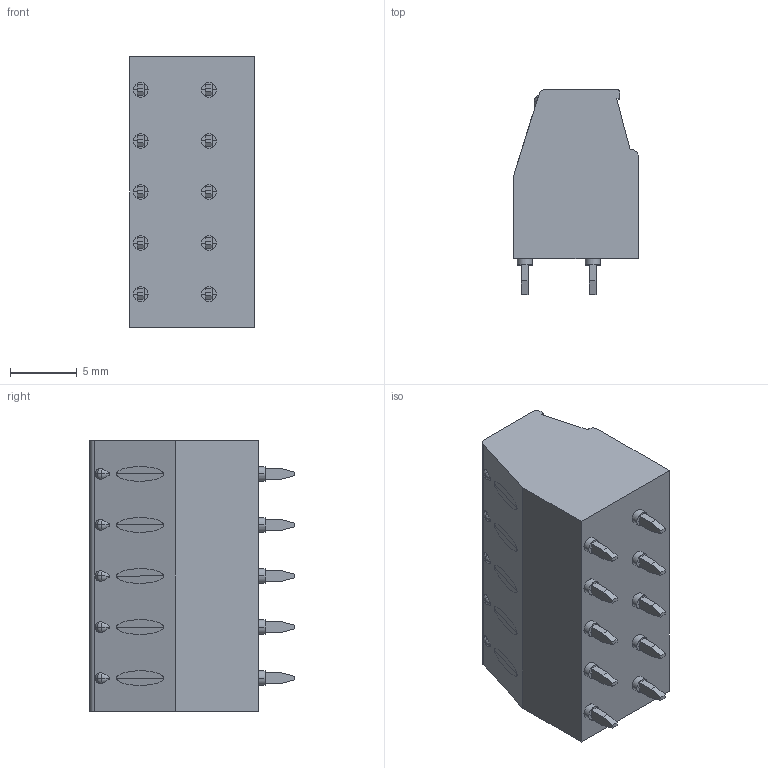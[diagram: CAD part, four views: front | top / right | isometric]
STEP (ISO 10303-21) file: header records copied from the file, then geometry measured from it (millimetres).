
FILE_DESCRIPTION(('SolidDesigner STEP Export'),'1');
FILE_NAME('mkdsd_1.5-5-3.81.stp','2000-06-15T10:56:48',(''),(''), 'SolidDesigner STEP processor Version: 7.0(Mar 1999)for AP214(CD)(Solid Model)', 'CoCreate SolidDesigner: 07.50 21-Dec-99(C) CoCreate Software GmbH','');
FILE_SCHEMA(('AUTOMOTIVE_DESIGN_CC2 {1 2 10303 214 -1 1 5 1}'));
Length unit declared in the file: millimetre
Products named in the file (2): mkdsd_1.5-5-3.81
Assembly tree (1 placements, depth 2):
  mkdsd_1.5-5-3.81
    mkdsd_1.5-5-3.81
Bounding box: 9.3 x 15.3 x 20.16 mm (x, y, z)
Volume: 1962.7 mm3; surface area: 1438.6 mm2
Topology: 1 solids, 1 shells, 468 faces, 1161 edges, 729 vertices
Faces by surface type: plane 288, cylinder 130, sphere 30, cone 20
Entity records: 18554 total; most frequent: CARTESIAN_POINT 4235, ORIENTED_EDGE 2322, DIRECTION 2036, EDGE_CURVE 1161, VERTEX_POINT 729, AXIS2_PLACEMENT_3D 690, VECTOR 656, LINE 656
